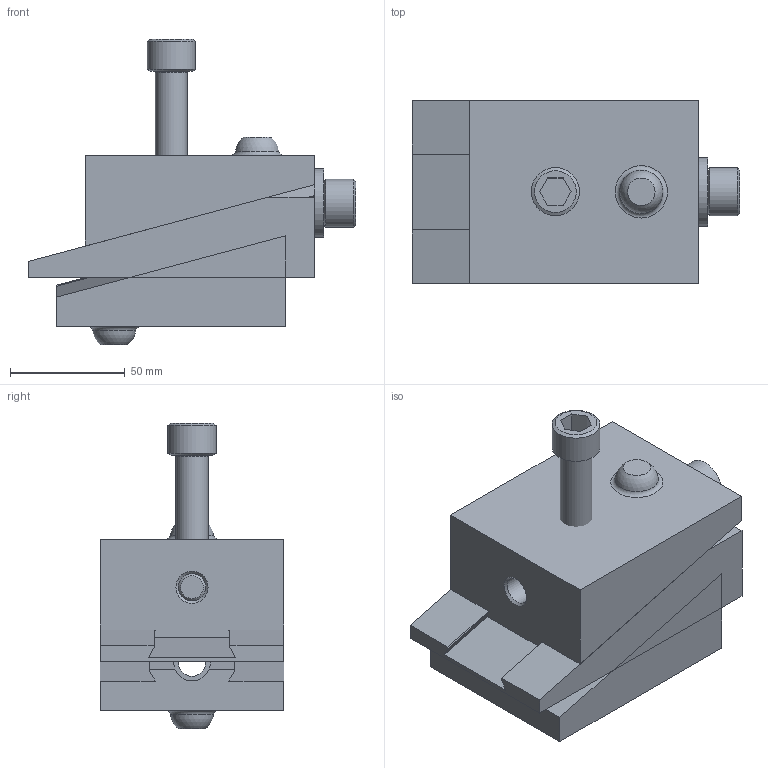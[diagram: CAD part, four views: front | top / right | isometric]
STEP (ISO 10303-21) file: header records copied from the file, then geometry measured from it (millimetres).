
FILE_DESCRIPTION( ( 'Unknown' ), '1' );
FILE_NAME( 'SU27-8052-59.stp', 'Unknown', ( 'Unknown' ), ( 'Unknown' ), 'XStep 1.0', 'Unknown', ' ' );
FILE_SCHEMA( ( 'CONFIG_CONTROL_DESIGN' ) );
Length unit declared in the file: millimetre
Products named in the file (5): Assem1; 1; 2; 3; 4
Bounding box: 143 x 80 x 133.4 mm (x, y, z)
Volume: 874672.6 mm3; surface area: 141034.9 mm2
Topology: 8 solids, 8 shells, 120 faces, 282 edges, 184 vertices
Faces by surface type: plane 90, cylinder 14, cone 10, torus 4, sphere 2
Full cylindrical faces by diameter (mm): 12 x2, 14 x4, 16 x2, 21 x2, 30 x2
Entity records: 1847 total; most frequent: CARTESIAN_POINT 279, DIRECTION 279, ORIENTED_EDGE 250, EDGE_CURVE 125, LINE 101, VECTOR 101, AXIS2_PLACEMENT_3D 89, VERTEX_POINT 89
